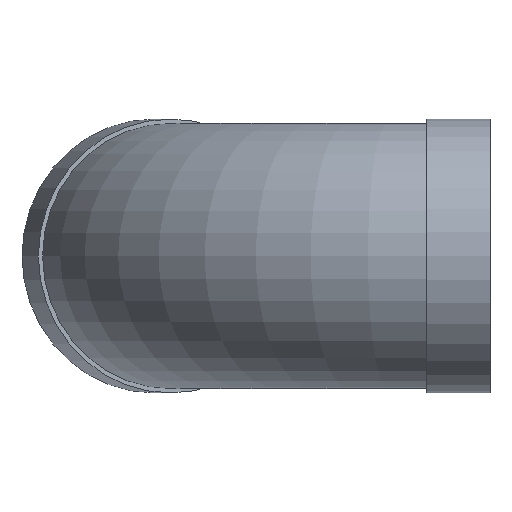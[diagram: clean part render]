
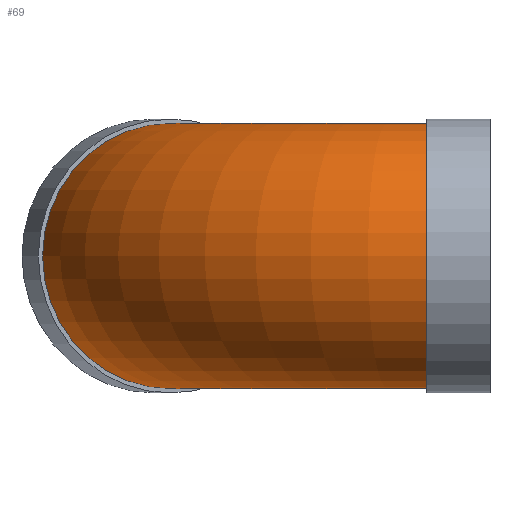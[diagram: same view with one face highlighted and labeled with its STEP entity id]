
A CAD part, left-side view. The second image highlights one B-rep face of the part: STEP entity #69.
In plain terms, the highlighted toroidal (fillet/blend) face has major radius 180 mm and minor radius 90 mm.
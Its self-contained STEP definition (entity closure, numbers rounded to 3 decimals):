
#69 = ADVANCED_FACE( '', ( #134, #135 ), #136, .T. );
#134 = FACE_OUTER_BOUND( '', #196, .T. );
#135 = FACE_OUTER_BOUND( '', #197, .T. );
#136 = TOROIDAL_SURFACE( '', #198, 180., 90. );
#196 = EDGE_LOOP( '', ( #256 ) );
#197 = EDGE_LOOP( '', ( #257 ) );
#198 = AXIS2_PLACEMENT_3D( '', #258, #259, #260 );
#256 = ORIENTED_EDGE( '', *, *, #311, .T. );
#257 = ORIENTED_EDGE( '', *, *, #312, .F. );
#258 = CARTESIAN_POINT( '', ( 180., 43., 0. ) );
#259 = DIRECTION( '', ( 0., 0., -1. ) );
#260 = DIRECTION( '', ( -1., 0., 0. ) );
#311 = EDGE_CURVE( '', #342, #342, #343, .T. );
#312 = EDGE_CURVE( '', #344, #344, #345, .T. );
#342 = VERTEX_POINT( '', #378 );
#343 = CIRCLE( '', #379, 90. );
#344 = VERTEX_POINT( '', #380 );
#345 = CIRCLE( '', #381, 90. );
#378 = CARTESIAN_POINT( '', ( 90., 43., 0. ) );
#379 = AXIS2_PLACEMENT_3D( '', #415, #416, #417 );
#380 = CARTESIAN_POINT( '', ( 156.706, 129.933, 0. ) );
#381 = AXIS2_PLACEMENT_3D( '', #418, #419, #420 );
#415 = CARTESIAN_POINT( '', ( 0., 43., 0. ) );
#416 = DIRECTION( '', ( 0., 1., 0. ) );
#417 = DIRECTION( '', ( 1., 0., 0. ) );
#418 = CARTESIAN_POINT( '', ( 133.413, 216.867, 0. ) );
#419 = DIRECTION( '', ( 0.966, 0.259, 0. ) );
#420 = DIRECTION( '', ( 0.259, -0.966, 0. ) );
